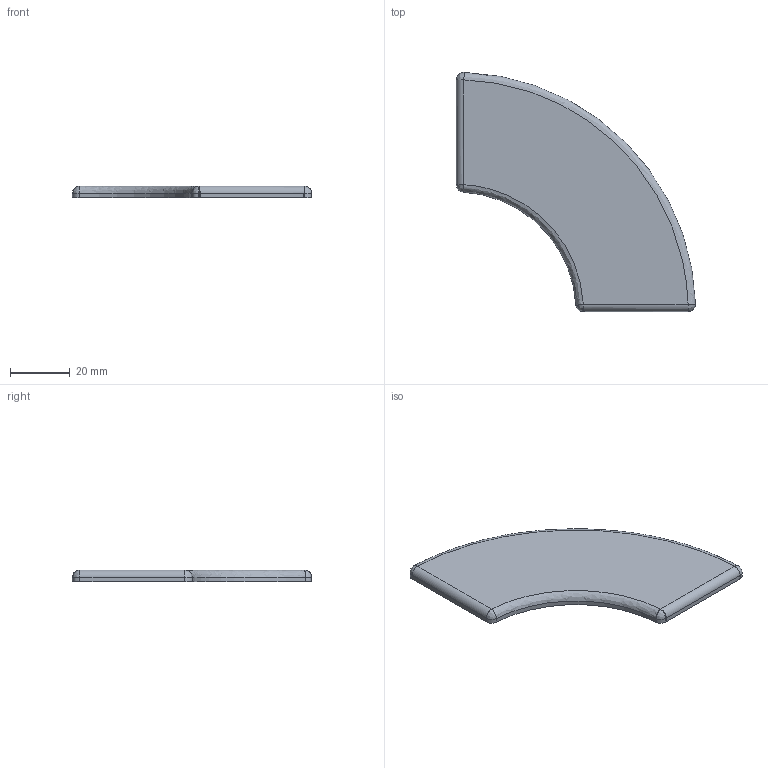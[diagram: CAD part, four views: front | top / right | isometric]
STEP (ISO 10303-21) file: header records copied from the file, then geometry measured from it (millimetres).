
FILE_DESCRIPTION (( 'STEP AP214' ), '1' );
FILE_NAME ('7138108', '2019-02-04T09:41:00', ( '' ), ('JUGARD+KÜNSTNER GmbH'), 'SwSTEP 2.0', 'SolidWorks 2017', '' );
FILE_SCHEMA (( 'AUTOMOTIVE_DESIGN' ));
Length unit declared in the file: millimetre
Products named in the file (1): 7138108_CNAJF00
Bounding box: 79.96 x 79.95 x 4 mm (x, y, z)
Surface area: 8299.7 mm2 (no closed solid volume)
Topology: 0 solids, 3 shells, 29 faces, 70 edges, 40 vertices
Faces by surface type: plane 12, cylinder 10, bspline 7
Entity records: 1139 total; most frequent: CARTESIAN_POINT 534, ORIENTED_EDGE 128, DIRECTION 101, EDGE_CURVE 66, VERTEX_POINT 40, AXIS2_PLACEMENT_3D 36, VECTOR 29, LINE 29
